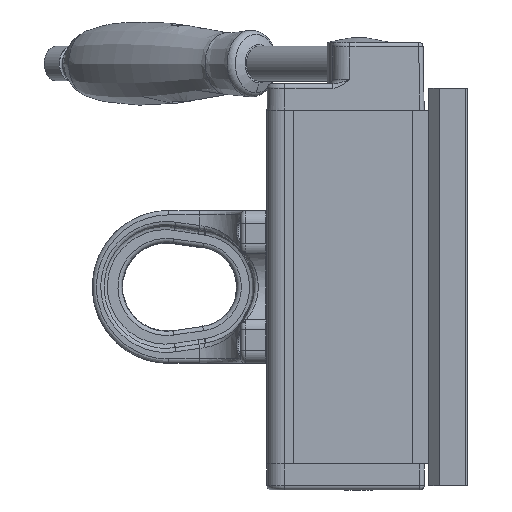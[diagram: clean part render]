
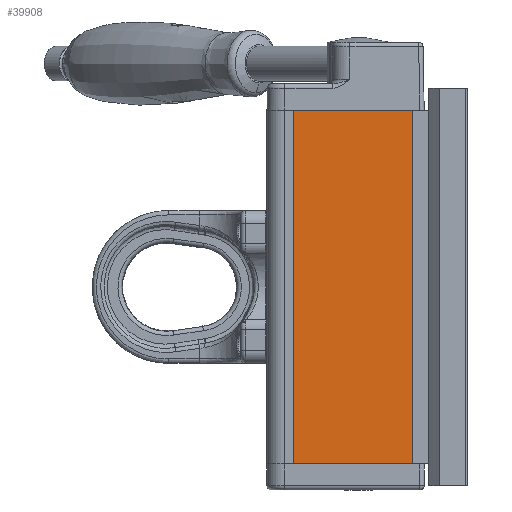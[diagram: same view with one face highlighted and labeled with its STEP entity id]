
A CAD part, left-side view. The second image highlights one B-rep face of the part: STEP entity #39908.
In plain terms, the highlighted planar face has unit normal (-1, 0, 0).
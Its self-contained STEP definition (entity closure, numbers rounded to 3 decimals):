
#3509=PLANE('',#44095);
#6062=FACE_OUTER_BOUND('',#8884,.T.);
#8884=EDGE_LOOP('',(#36806,#36807,#36808,#36809));
#11674=LINE('',#140999,#14470);
#11675=LINE('',#141001,#14471);
#11676=LINE('',#141003,#14472);
#11677=LINE('',#141004,#14473);
#14470=VECTOR('',#55077,1000.);
#14471=VECTOR('',#55078,1000.);
#14472=VECTOR('',#55079,1000.);
#14473=VECTOR('',#55080,1000.);
#19743=VERTEX_POINT('',#140997);
#19744=VERTEX_POINT('',#140998);
#19745=VERTEX_POINT('',#141000);
#19746=VERTEX_POINT('',#141002);
#25432=EDGE_CURVE('',#19743,#19744,#11674,.T.);
#25433=EDGE_CURVE('',#19745,#19744,#11675,.T.);
#25434=EDGE_CURVE('',#19746,#19745,#11676,.T.);
#25435=EDGE_CURVE('',#19746,#19743,#11677,.T.);
#36806=ORIENTED_EDGE('',*,*,#25432,.T.);
#36807=ORIENTED_EDGE('',*,*,#25433,.F.);
#36808=ORIENTED_EDGE('',*,*,#25434,.F.);
#36809=ORIENTED_EDGE('',*,*,#25435,.T.);
#39908=ADVANCED_FACE('',(#6062),#3509,.F.);
#44095=AXIS2_PLACEMENT_3D('',#140996,#55075,#55076);
#55075=DIRECTION('center_axis',(1.,0.,0.));
#55076=DIRECTION('ref_axis',(0.,-1.,0.));
#55077=DIRECTION('',(0.,1.,0.));
#55078=DIRECTION('',(0.,0.,1.));
#55079=DIRECTION('',(0.,1.,0.));
#55080=DIRECTION('',(0.,0.,1.));
#140996=CARTESIAN_POINT('Origin',(-43.5,30.,-81.));
#140997=CARTESIAN_POINT('',(-43.5,-24.634,81.));
#140998=CARTESIAN_POINT('',(-43.5,30.,81.));
#140999=CARTESIAN_POINT('',(-43.5,30.,81.));
#141000=CARTESIAN_POINT('',(-43.5,30.,-81.));
#141001=CARTESIAN_POINT('',(-43.5,30.,-81.));
#141002=CARTESIAN_POINT('',(-43.5,-24.634,-81.));
#141003=CARTESIAN_POINT('',(-43.5,30.,-81.));
#141004=CARTESIAN_POINT('',(-43.5,-24.634,-81.));
